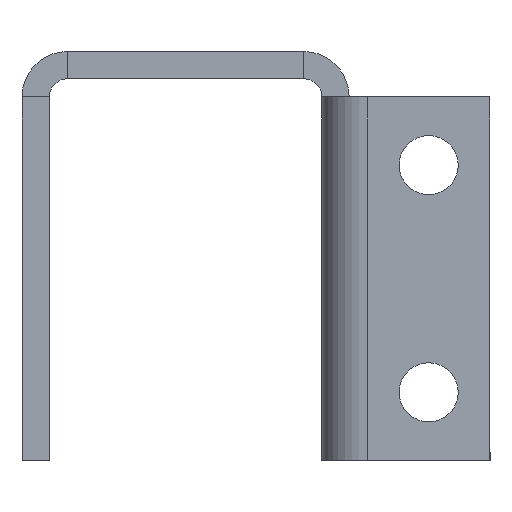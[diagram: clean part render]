
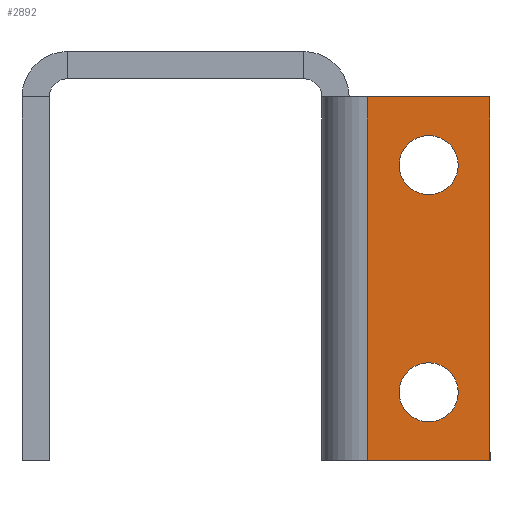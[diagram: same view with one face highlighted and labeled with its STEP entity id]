
A CAD part, left-side view. The second image highlights one B-rep face of the part: STEP entity #2892.
In plain terms, the highlighted planar face has unit normal (-1, 0, 0).
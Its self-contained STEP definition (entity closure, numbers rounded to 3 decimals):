
#47 = AXIS2_PLACEMENT_3D ( 'NONE', #2242, #1335, #3076 ) ;
#104 = CARTESIAN_POINT ( 'NONE',  ( -324., 0., -45. ) ) ;
#133 = EDGE_LOOP ( 'NONE', ( #2111, #3772, #2207, #678 ) ) ;
#146 = CARTESIAN_POINT ( 'NONE',  ( -324., -2., -45. ) ) ;
#151 = VERTEX_POINT ( 'NONE', #3270 ) ;
#301 = VECTOR ( 'NONE', #2697, 1000. ) ;
#365 = EDGE_CURVE ( 'NONE', #2661, #151, #2586, .T. ) ;
#416 = AXIS2_PLACEMENT_3D ( 'NONE', #447, #2504, #1638 ) ;
#447 = CARTESIAN_POINT ( 'NONE',  ( -324., -8.75, -12.5 ) ) ;
#477 = DIRECTION ( 'NONE',  ( 1., 0., 0. ) ) ;
#526 = CIRCLE ( 'NONE', #47, 3.25 ) ;
#607 = EDGE_CURVE ( 'NONE', #2865, #2661, #2923, .T. ) ;
#678 = ORIENTED_EDGE ( 'NONE', *, *, #365, .T. ) ;
#699 = CARTESIAN_POINT ( 'NONE',  ( -324., -15.5, -45. ) ) ;
#736 = DIRECTION ( 'NONE',  ( 0., 1., 0. ) ) ;
#755 = FACE_BOUND ( 'NONE', #2505, .T. ) ;
#772 = FACE_BOUND ( 'NONE', #2552, .T. ) ;
#921 = CARTESIAN_POINT ( 'NONE',  ( -324., -15.5, 0. ) ) ;
#1048 = DIRECTION ( 'NONE',  ( -1., 0., 0. ) ) ;
#1187 = VERTEX_POINT ( 'NONE', #1608 ) ;
#1261 = LINE ( 'NONE', #104, #3282 ) ;
#1299 = EDGE_CURVE ( 'NONE', #1187, #1596, #1802, .T. ) ;
#1305 = VECTOR ( 'NONE', #2816, 1000. ) ;
#1334 = CARTESIAN_POINT ( 'NONE',  ( -324., -8.75, -12.5 ) ) ;
#1335 = DIRECTION ( 'NONE',  ( -1., 0., 0. ) ) ;
#1352 = EDGE_CURVE ( 'NONE', #1581, #151, #3678, .T. ) ;
#1410 = CARTESIAN_POINT ( 'NONE',  ( -324., -8.75, -37.5 ) ) ;
#1515 = CARTESIAN_POINT ( 'NONE',  ( -324., -5.5, -12.5 ) ) ;
#1541 = AXIS2_PLACEMENT_3D ( 'NONE', #2834, #477, #736 ) ;
#1581 = VERTEX_POINT ( 'NONE', #146 ) ;
#1596 = VERTEX_POINT ( 'NONE', #2146 ) ;
#1608 = CARTESIAN_POINT ( 'NONE',  ( -324., -12., -37.5 ) ) ;
#1638 = DIRECTION ( 'NONE',  ( 0., -1., 0. ) ) ;
#1643 = DIRECTION ( 'NONE',  ( -1., 0., 0. ) ) ;
#1668 = CARTESIAN_POINT ( 'NONE',  ( -324., -12., -12.5 ) ) ;
#1685 = CARTESIAN_POINT ( 'NONE',  ( -324., -2., -5. ) ) ;
#1729 = CARTESIAN_POINT ( 'NONE',  ( -324., 0., -5. ) ) ;
#1802 = CIRCLE ( 'NONE', #2110, 3.25 ) ;
#1852 = AXIS2_PLACEMENT_3D ( 'NONE', #1334, #1048, #1975 ) ;
#1881 = DIRECTION ( 'NONE',  ( 0., -1., 0. ) ) ;
#1911 = ORIENTED_EDGE ( 'NONE', *, *, #1299, .F. ) ;
#1975 = DIRECTION ( 'NONE',  ( 0., -1., 0. ) ) ;
#2099 = CIRCLE ( 'NONE', #416, 3.25 ) ;
#2110 = AXIS2_PLACEMENT_3D ( 'NONE', #1410, #1643, #2297 ) ;
#2111 = ORIENTED_EDGE ( 'NONE', *, *, #1352, .F. ) ;
#2146 = CARTESIAN_POINT ( 'NONE',  ( -324., -5.5, -37.5 ) ) ;
#2187 = EDGE_CURVE ( 'NONE', #1596, #1187, #526, .T. ) ;
#2207 = ORIENTED_EDGE ( 'NONE', *, *, #607, .T. ) ;
#2242 = CARTESIAN_POINT ( 'NONE',  ( -324., -8.75, -37.5 ) ) ;
#2289 = VERTEX_POINT ( 'NONE', #1515 ) ;
#2297 = DIRECTION ( 'NONE',  ( 0., -1., 0. ) ) ;
#2318 = DIRECTION ( 'NONE',  ( 0., 1., 0. ) ) ;
#2459 = EDGE_CURVE ( 'NONE', #1581, #2865, #1261, .T. ) ;
#2504 = DIRECTION ( 'NONE',  ( -1., 0., 0. ) ) ;
#2505 = EDGE_LOOP ( 'NONE', ( #2788, #3458 ) ) ;
#2552 = EDGE_LOOP ( 'NONE', ( #1911, #2721 ) ) ;
#2586 = LINE ( 'NONE', #1729, #3552 ) ;
#2661 = VERTEX_POINT ( 'NONE', #3188 ) ;
#2697 = DIRECTION ( 'NONE',  ( 0., 0., 1. ) ) ;
#2721 = ORIENTED_EDGE ( 'NONE', *, *, #2187, .F. ) ;
#2788 = ORIENTED_EDGE ( 'NONE', *, *, #3788, .F. ) ;
#2816 = DIRECTION ( 'NONE',  ( 0., 0., 1. ) ) ;
#2834 = CARTESIAN_POINT ( 'NONE',  ( -324., 0., 0. ) ) ;
#2865 = VERTEX_POINT ( 'NONE', #699 ) ;
#2892 = ADVANCED_FACE ( 'NONE', ( #772, #755, #3075 ), #3059, .F. ) ;
#2923 = LINE ( 'NONE', #921, #301 ) ;
#2937 = EDGE_CURVE ( 'NONE', #2289, #2984, #3539, .T. ) ;
#2984 = VERTEX_POINT ( 'NONE', #1668 ) ;
#3059 = PLANE ( 'NONE',  #1541 ) ;
#3075 = FACE_OUTER_BOUND ( 'NONE', #133, .T. ) ;
#3076 = DIRECTION ( 'NONE',  ( 0., -1., 0. ) ) ;
#3188 = CARTESIAN_POINT ( 'NONE',  ( -324., -15.5, -5. ) ) ;
#3270 = CARTESIAN_POINT ( 'NONE',  ( -324., -2., -5. ) ) ;
#3282 = VECTOR ( 'NONE', #1881, 1000. ) ;
#3458 = ORIENTED_EDGE ( 'NONE', *, *, #2937, .F. ) ;
#3539 = CIRCLE ( 'NONE', #1852, 3.25 ) ;
#3552 = VECTOR ( 'NONE', #2318, 1000. ) ;
#3678 = LINE ( 'NONE', #1685, #1305 ) ;
#3772 = ORIENTED_EDGE ( 'NONE', *, *, #2459, .T. ) ;
#3788 = EDGE_CURVE ( 'NONE', #2984, #2289, #2099, .T. ) ;
